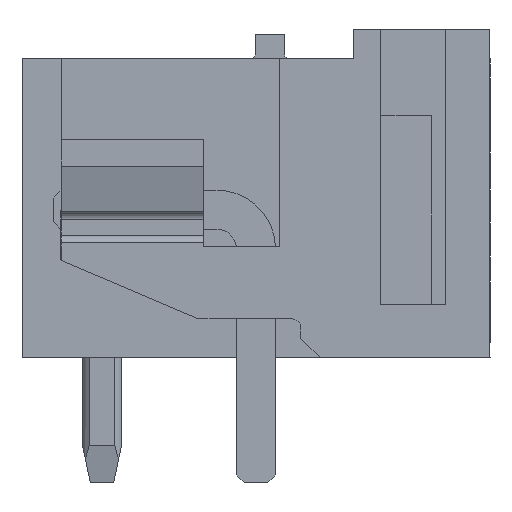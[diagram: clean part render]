
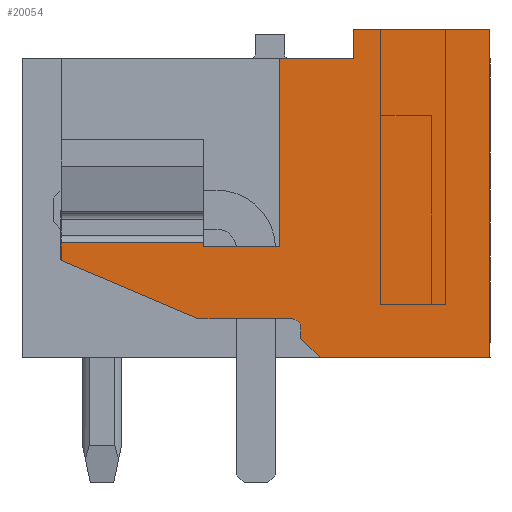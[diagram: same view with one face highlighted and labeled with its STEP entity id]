
A CAD part, left-side view. The second image highlights one B-rep face of the part: STEP entity #20054.
In plain terms, the highlighted planar face has unit normal (-1, 0, 0).
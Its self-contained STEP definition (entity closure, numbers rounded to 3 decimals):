
#19798=AXIS2_PLACEMENT_3D('Circle Axis2P3D',#19796,#19797,$) ;
#20025=AXIS2_PLACEMENT_3D('Plane Axis2P3D',#20022,#20023,#20024) ;
#269=CARTESIAN_POINT('Vertex',(0.,3.5,11.63)) ;
#272=CARTESIAN_POINT('Line Origine',(0.,1.75,11.63)) ;
#276=CARTESIAN_POINT('Vertex',(0.,0.,11.63)) ;
#1047=CARTESIAN_POINT('Vertex',(0.,5.4,10.88)) ;
#1050=CARTESIAN_POINT('Line Origine',(0.,4.45,10.88)) ;
#1054=CARTESIAN_POINT('Vertex',(0.,3.5,10.88)) ;
#1757=CARTESIAN_POINT('Vertex',(0.,0.,3.2)) ;
#1760=CARTESIAN_POINT('Line Origine',(0.,2.177,3.2)) ;
#1764=CARTESIAN_POINT('Vertex',(0.,4.354,3.2)) ;
#10321=CARTESIAN_POINT('Line Origine',(0.,0.,7.415)) ;
#19360=CARTESIAN_POINT('Vertex',(0.,7.35,6.15)) ;
#19363=CARTESIAN_POINT('Line Origine',(0.,7.35,6.1)) ;
#19367=CARTESIAN_POINT('Vertex',(0.,7.35,6.05)) ;
#19460=CARTESIAN_POINT('Line Origine',(0.,9.175,6.15)) ;
#19464=CARTESIAN_POINT('Vertex',(0.,11.,6.15)) ;
#19686=CARTESIAN_POINT('Vertex',(0.,7.464,4.2)) ;
#19691=CARTESIAN_POINT('Line Origine',(0.,9.232,4.95)) ;
#19695=CARTESIAN_POINT('Vertex',(0.,11.,5.7)) ;
#19726=CARTESIAN_POINT('Vertex',(0.,5.054,4.2)) ;
#19731=CARTESIAN_POINT('Line Origine',(0.,6.259,4.2)) ;
#19791=CARTESIAN_POINT('Vertex',(0.,4.854,4.)) ;
#19796=CARTESIAN_POINT('Axis2P3D Location',(0.,5.054,4.)) ;
#19822=CARTESIAN_POINT('Vertex',(0.,4.854,3.7)) ;
#19827=CARTESIAN_POINT('Line Origine',(0.,4.854,3.85)) ;
#19849=CARTESIAN_POINT('Line Origine',(0.,4.604,3.45)) ;
#19875=CARTESIAN_POINT('Vertex',(0.,5.4,6.05)) ;
#19880=CARTESIAN_POINT('Line Origine',(0.,5.4,8.465)) ;
#19930=CARTESIAN_POINT('Line Origine',(0.,6.375,6.05)) ;
#20022=CARTESIAN_POINT('Axis2P3D Location',(0.,0.,0.)) ;
#20027=CARTESIAN_POINT('Line Origine',(0.,11.,5.925)) ;
#20032=CARTESIAN_POINT('Line Origine',(0.,3.5,11.255)) ;
#273=DIRECTION('Vector Direction',(0.,-1.,0.)) ;
#1051=DIRECTION('Vector Direction',(0.,1.,0.)) ;
#1761=DIRECTION('Vector Direction',(0.,1.,0.)) ;
#10322=DIRECTION('Vector Direction',(0.,0.,-1.)) ;
#19364=DIRECTION('Vector Direction',(0.,0.,1.)) ;
#19461=DIRECTION('Vector Direction',(0.,1.,0.)) ;
#19692=DIRECTION('Vector Direction',(0.,-0.921,-0.391)) ;
#19732=DIRECTION('Vector Direction',(0.,-1.,0.)) ;
#19797=DIRECTION('Axis2P3D Direction',(-1.,0.,0.)) ;
#19828=DIRECTION('Vector Direction',(0.,0.,-1.)) ;
#19850=DIRECTION('Vector Direction',(0.,-0.707,-0.707)) ;
#19881=DIRECTION('Vector Direction',(0.,0.,1.)) ;
#19931=DIRECTION('Vector Direction',(0.,1.,0.)) ;
#20023=DIRECTION('Axis2P3D Direction',(-1.,0.,0.)) ;
#20024=DIRECTION('Axis2P3D XDirection',(0.,-1.,0.)) ;
#20028=DIRECTION('Vector Direction',(0.,0.,-1.)) ;
#20033=DIRECTION('Vector Direction',(0.,0.,1.)) ;
#274=VECTOR('Line Direction',#273,1.) ;
#1052=VECTOR('Line Direction',#1051,1.) ;
#1762=VECTOR('Line Direction',#1761,1.) ;
#10323=VECTOR('Line Direction',#10322,1.) ;
#19365=VECTOR('Line Direction',#19364,1.) ;
#19462=VECTOR('Line Direction',#19461,1.) ;
#19693=VECTOR('Line Direction',#19692,1.) ;
#19733=VECTOR('Line Direction',#19732,1.) ;
#19829=VECTOR('Line Direction',#19828,1.) ;
#19851=VECTOR('Line Direction',#19850,1.) ;
#19882=VECTOR('Line Direction',#19881,1.) ;
#19932=VECTOR('Line Direction',#19931,1.) ;
#20029=VECTOR('Line Direction',#20028,1.) ;
#20034=VECTOR('Line Direction',#20033,1.) ;
#20038=ORIENTED_EDGE('',*,*,#19369,.T.) ;
#20039=ORIENTED_EDGE('',*,*,#19466,.T.) ;
#20040=ORIENTED_EDGE('',*,*,#20031,.F.) ;
#20041=ORIENTED_EDGE('',*,*,#19697,.F.) ;
#20042=ORIENTED_EDGE('',*,*,#19735,.F.) ;
#20043=ORIENTED_EDGE('',*,*,#19800,.F.) ;
#20044=ORIENTED_EDGE('',*,*,#19831,.F.) ;
#20045=ORIENTED_EDGE('',*,*,#19853,.F.) ;
#20046=ORIENTED_EDGE('',*,*,#1766,.T.) ;
#20047=ORIENTED_EDGE('',*,*,#10325,.T.) ;
#20048=ORIENTED_EDGE('',*,*,#278,.T.) ;
#20049=ORIENTED_EDGE('',*,*,#20036,.T.) ;
#20050=ORIENTED_EDGE('',*,*,#1056,.T.) ;
#20051=ORIENTED_EDGE('',*,*,#19884,.F.) ;
#20052=ORIENTED_EDGE('',*,*,#19934,.F.) ;
#20054=ADVANCED_FACE('Housing',(#20053),#20026,.T.) ;
#19799=CIRCLE('generated circle',#19798,0.2) ;
#278=EDGE_CURVE('',#277,#270,#275,.F.) ;
#1056=EDGE_CURVE('',#1055,#1048,#1053,.T.) ;
#1766=EDGE_CURVE('',#1765,#1758,#1763,.F.) ;
#10325=EDGE_CURVE('',#1758,#277,#10324,.F.) ;
#19369=EDGE_CURVE('',#19368,#19361,#19366,.T.) ;
#19466=EDGE_CURVE('',#19361,#19465,#19463,.T.) ;
#19697=EDGE_CURVE('',#19687,#19696,#19694,.F.) ;
#19735=EDGE_CURVE('',#19727,#19687,#19734,.F.) ;
#19800=EDGE_CURVE('',#19792,#19727,#19799,.T.) ;
#19831=EDGE_CURVE('',#19823,#19792,#19830,.F.) ;
#19853=EDGE_CURVE('',#1765,#19823,#19852,.F.) ;
#19884=EDGE_CURVE('',#19876,#1048,#19883,.T.) ;
#19934=EDGE_CURVE('',#19368,#19876,#19933,.F.) ;
#20031=EDGE_CURVE('',#19696,#19465,#20030,.F.) ;
#20036=EDGE_CURVE('',#270,#1055,#20035,.F.) ;
#20037=EDGE_LOOP('',(#20038,#20039,#20040,#20041,#20042,#20043,#20044,#20045,#20046,#20047,#20048,#20049,#20050,#20051,#20052)) ;
#20053=FACE_OUTER_BOUND('',#20037,.T.) ;
#275=LINE('Line',#272,#274) ;
#1053=LINE('Line',#1050,#1052) ;
#1763=LINE('Line',#1760,#1762) ;
#10324=LINE('Line',#10321,#10323) ;
#19366=LINE('Line',#19363,#19365) ;
#19463=LINE('Line',#19460,#19462) ;
#19694=LINE('Line',#19691,#19693) ;
#19734=LINE('Line',#19731,#19733) ;
#19830=LINE('Line',#19827,#19829) ;
#19852=LINE('Line',#19849,#19851) ;
#19883=LINE('Line',#19880,#19882) ;
#19933=LINE('Line',#19930,#19932) ;
#20030=LINE('Line',#20027,#20029) ;
#20035=LINE('Line',#20032,#20034) ;
#20026=PLANE('',#20025) ;
#270=VERTEX_POINT('',#269) ;
#277=VERTEX_POINT('',#276) ;
#1048=VERTEX_POINT('',#1047) ;
#1055=VERTEX_POINT('',#1054) ;
#1758=VERTEX_POINT('',#1757) ;
#1765=VERTEX_POINT('',#1764) ;
#19361=VERTEX_POINT('',#19360) ;
#19368=VERTEX_POINT('',#19367) ;
#19465=VERTEX_POINT('',#19464) ;
#19687=VERTEX_POINT('',#19686) ;
#19696=VERTEX_POINT('',#19695) ;
#19727=VERTEX_POINT('',#19726) ;
#19792=VERTEX_POINT('',#19791) ;
#19823=VERTEX_POINT('',#19822) ;
#19876=VERTEX_POINT('',#19875) ;
